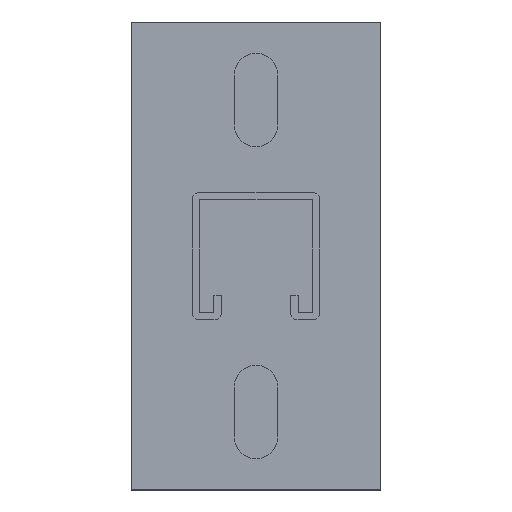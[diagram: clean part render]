
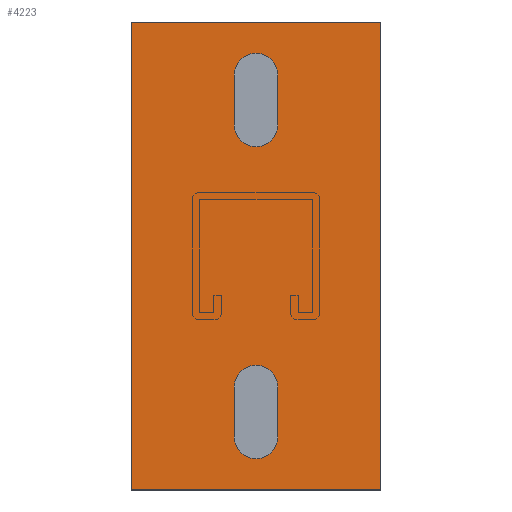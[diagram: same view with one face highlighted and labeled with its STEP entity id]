
A CAD part, top view. The second image highlights one B-rep face of the part: STEP entity #4223.
In plain terms, the highlighted planar face has unit normal (0, 0, 1).
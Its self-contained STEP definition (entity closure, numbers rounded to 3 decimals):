
#345=FACE_OUTER_BOUND('',#459,.T.);
#459=EDGE_LOOP('',(#3706,#3707,#3708,#3709));
#980=LINE('',#6531,#1534);
#983=LINE('',#6537,#1537);
#986=LINE('',#6543,#1540);
#989=LINE('',#6547,#1543);
#1534=VECTOR('',#5177,1.);
#1537=VECTOR('',#5182,1.);
#1540=VECTOR('',#5187,1.);
#1543=VECTOR('',#5192,1.);
#2158=VERTEX_POINT('',#6528);
#2159=VERTEX_POINT('',#6530);
#2161=VERTEX_POINT('',#6536);
#2163=VERTEX_POINT('',#6542);
#2888=EDGE_CURVE('',#2159,#2158,#980,.T.);
#2891=EDGE_CURVE('',#2161,#2159,#983,.T.);
#2894=EDGE_CURVE('',#2163,#2161,#986,.T.);
#2897=EDGE_CURVE('',#2158,#2163,#989,.T.);
#3706=ORIENTED_EDGE('',*,*,#2897,.T.);
#3707=ORIENTED_EDGE('',*,*,#2894,.T.);
#3708=ORIENTED_EDGE('',*,*,#2891,.T.);
#3709=ORIENTED_EDGE('',*,*,#2888,.T.);
#4109=PLANE('',#4432);
#4223=ADVANCED_FACE('',(#345),#4109,.T.);
#4432=AXIS2_PLACEMENT_3D('',#6549,#5195,#5196);
#5177=DIRECTION('',(0.,1.,0.));
#5182=DIRECTION('',(1.,0.,0.));
#5187=DIRECTION('',(0.,-1.,0.));
#5192=DIRECTION('',(-1.,0.,0.));
#5195=DIRECTION('center_axis',(0.,0.,1.));
#5196=DIRECTION('ref_axis',(1.,0.,0.));
#6528=CARTESIAN_POINT('',(81.434,115.007,2008.));
#6530=CARTESIAN_POINT('',(81.434,-34.993,2008.));
#6531=CARTESIAN_POINT('',(81.434,115.007,2008.));
#6536=CARTESIAN_POINT('',(1.434,-34.993,2008.));
#6537=CARTESIAN_POINT('',(81.434,-34.993,2008.));
#6542=CARTESIAN_POINT('',(1.434,115.007,2008.));
#6543=CARTESIAN_POINT('',(1.434,-34.993,2008.));
#6547=CARTESIAN_POINT('',(1.434,115.007,2008.));
#6549=CARTESIAN_POINT('Origin',(41.434,40.007,2008.));
